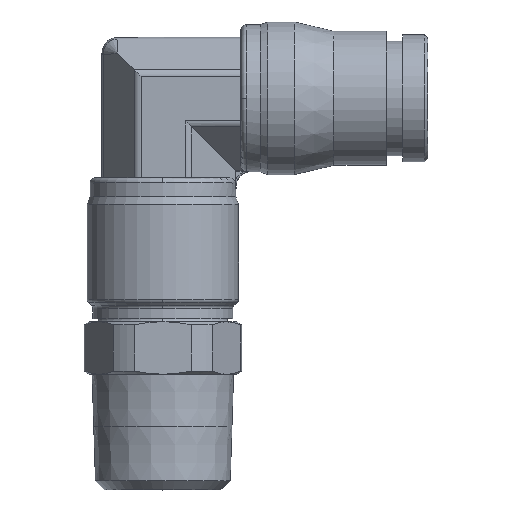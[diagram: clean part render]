
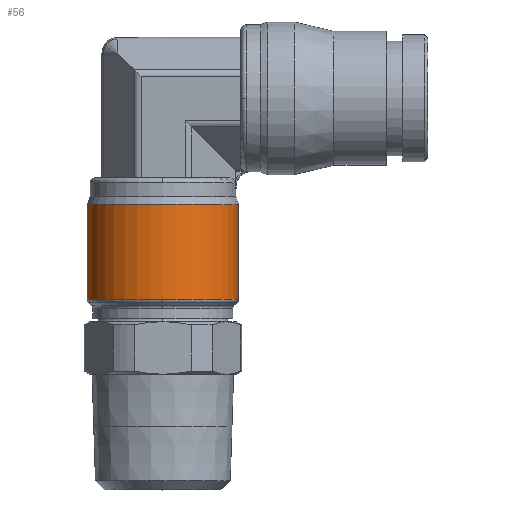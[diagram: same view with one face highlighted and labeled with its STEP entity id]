
A CAD part, top view. The second image highlights one B-rep face of the part: STEP entity #56.
In plain terms, the highlighted cylindrical face has radius 7.205 mm (diameter 14.41 mm), a partial arc.
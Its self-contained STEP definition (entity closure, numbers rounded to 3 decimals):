
#56=ADVANCED_FACE('',(#212),#213,.T.);
#212=FACE_OUTER_BOUND('',#515,.T.);
#213=CYLINDRICAL_SURFACE('',#516,7.205);
#515=EDGE_LOOP('',(#873,#874,#875,#876,#877));
#516=AXIS2_PLACEMENT_3D('',#878,#879,#880);
#873=ORIENTED_EDGE('',*,*,#1976,.F.);
#874=ORIENTED_EDGE('',*,*,#1977,.T.);
#875=ORIENTED_EDGE('',*,*,#1978,.T.);
#876=ORIENTED_EDGE('',*,*,#1979,.F.);
#877=ORIENTED_EDGE('',*,*,#1980,.F.);
#878=CARTESIAN_POINT('',(-25.234,-14.62,0.0));
#879=DIRECTION('',(0.,1.0,0.0));
#880=DIRECTION('',(-1.0,0.,0.0));
#1976=EDGE_CURVE('',#2364,#2365,#2366,.T.);
#1977=EDGE_CURVE('',#2364,#2367,#2368,.T.);
#1978=EDGE_CURVE('',#2367,#2369,#2370,.T.);
#1979=EDGE_CURVE('',#2371,#2369,#2372,.T.);
#1980=EDGE_CURVE('',#2365,#2371,#2373,.T.);
#2364=VERTEX_POINT('',#4420);
#2365=VERTEX_POINT('',#4421);
#2366=LINE('',#4422,#4423);
#2367=VERTEX_POINT('',#4424);
#2368=CIRCLE('',#4425,7.205);
#2369=VERTEX_POINT('',#4426);
#2370=CIRCLE('',#4427,7.205);
#2371=VERTEX_POINT('',#4428);
#2372=LINE('',#4429,#4430);
#2373=CIRCLE('',#4431,7.205);
#4420=CARTESIAN_POINT('',(-32.439,-19.133,0.0));
#4421=CARTESIAN_POINT('',(-32.439,-10.107,0.0));
#4422=CARTESIAN_POINT('',(-32.439,-14.62,0.));
#4423=VECTOR('',#7121,1.0);
#4424=CARTESIAN_POINT('',(-25.234,-19.133,7.205));
#4425=AXIS2_PLACEMENT_3D('',#7122,#7123,#7124);
#4426=CARTESIAN_POINT('',(-18.029,-19.133,0.));
#4427=AXIS2_PLACEMENT_3D('',#7125,#7126,#7127);
#4428=CARTESIAN_POINT('',(-18.029,-10.107,0.));
#4429=CARTESIAN_POINT('',(-18.029,-14.62,0.));
#4430=VECTOR('',#7128,1.0);
#4431=AXIS2_PLACEMENT_3D('',#7129,#7130,#7131);
#7121=DIRECTION('',(0.,1.0,0.0));
#7122=CARTESIAN_POINT('',(-25.234,-19.133,0.0));
#7123=DIRECTION('',(0.,1.0,0.0));
#7124=DIRECTION('',(-1.0,0.,0.0));
#7125=CARTESIAN_POINT('',(-25.234,-19.133,0.0));
#7126=DIRECTION('',(0.,1.0,0.0));
#7127=DIRECTION('',(-1.0,0.,0.0));
#7128=DIRECTION('',(0.,-1.0,-0.0));
#7129=CARTESIAN_POINT('',(-25.234,-10.107,0.0));
#7130=DIRECTION('',(0.,1.0,0.0));
#7131=DIRECTION('',(-1.0,0.,0.0));
